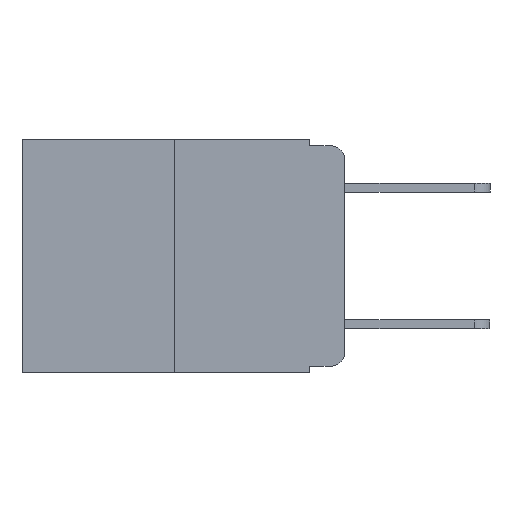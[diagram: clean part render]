
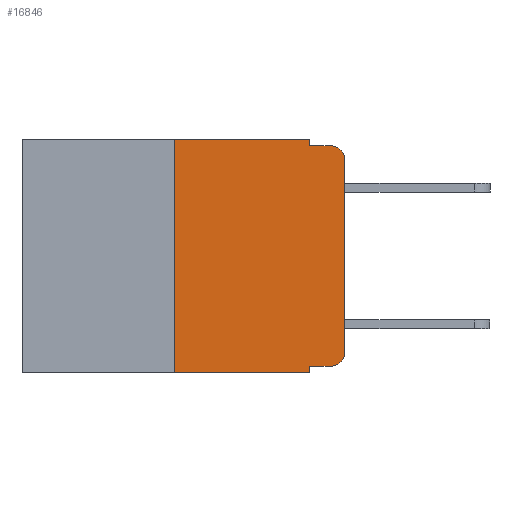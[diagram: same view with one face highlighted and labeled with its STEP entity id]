
A CAD part, left-side view. The second image highlights one B-rep face of the part: STEP entity #16846.
In plain terms, the highlighted planar face has unit normal (-1, 0, 0).
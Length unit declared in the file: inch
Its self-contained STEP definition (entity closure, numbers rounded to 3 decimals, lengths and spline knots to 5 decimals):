
#687 = ORIENTED_EDGE ( 'NONE', *, *, #18624, .F. ) ;
#821 = CARTESIAN_POINT ( 'NONE',  ( 0., 0.051, 0. ) ) ;
#869 = EDGE_CURVE ( 'NONE', #1431, #20199, #885, .T. ) ;
#885 = CIRCLE ( 'NONE', #25942, 0.02 ) ;
#1426 = AXIS2_PLACEMENT_3D ( 'NONE', #20012, #7525, #22083 ) ;
#1431 = VERTEX_POINT ( 'NONE', #10877 ) ;
#2058 = DIRECTION ( 'NONE',  ( 0., 0., -1. ) ) ;
#2705 = EDGE_CURVE ( 'NONE', #20199, #24240, #25710, .T. ) ;
#3374 = ORIENTED_EDGE ( 'NONE', *, *, #16513, .T. ) ;
#3764 = CARTESIAN_POINT ( 'NONE',  ( 0., 0.473, -0.343 ) ) ;
#3834 = CARTESIAN_POINT ( 'NONE',  ( 0., 0.051, 0. ) ) ;
#4225 = CIRCLE ( 'NONE', #1426, 0.02 ) ;
#4432 = LINE ( 'NONE', #11712, #10056 ) ;
#4493 = VERTEX_POINT ( 'NONE', #10879 ) ;
#4676 = EDGE_CURVE ( 'NONE', #22140, #23041, #23105, .T. ) ;
#5054 = ORIENTED_EDGE ( 'NONE', *, *, #13364, .T. ) ;
#5090 = ORIENTED_EDGE ( 'NONE', *, *, #14589, .F. ) ;
#5342 = LINE ( 'NONE', #25241, #22615 ) ;
#5893 = VECTOR ( 'NONE', #21869, 39.37008 ) ;
#6430 = CARTESIAN_POINT ( 'NONE',  ( 0., 0.051, -0.333 ) ) ;
#6529 = VECTOR ( 'NONE', #17750, 39.37008 ) ;
#6592 = VERTEX_POINT ( 'NONE', #17470 ) ;
#7303 = CARTESIAN_POINT ( 'NONE',  ( 0., 0.051, -0.333 ) ) ;
#7392 = ORIENTED_EDGE ( 'NONE', *, *, #869, .T. ) ;
#7448 = CARTESIAN_POINT ( 'NONE',  ( 0., 0., -0.03 ) ) ;
#7525 = DIRECTION ( 'NONE',  ( -1., 0., 0. ) ) ;
#7706 = ORIENTED_EDGE ( 'NONE', *, *, #4676, .F. ) ;
#7996 = DIRECTION ( 'NONE',  ( 0., 0., 1. ) ) ;
#8009 = ORIENTED_EDGE ( 'NONE', *, *, #8928, .F. ) ;
#8047 = ORIENTED_EDGE ( 'NONE', *, *, #20107, .F. ) ;
#8381 = PLANE ( 'NONE',  #18058 ) ;
#8928 = EDGE_CURVE ( 'NONE', #4493, #10498, #24220, .T. ) ;
#9111 = CARTESIAN_POINT ( 'NONE',  ( 0., 0.051, -0.01 ) ) ;
#10056 = VECTOR ( 'NONE', #26064, 39.37008 ) ;
#10498 = VERTEX_POINT ( 'NONE', #18584 ) ;
#10853 = DIRECTION ( 'NONE',  ( 0., -1., 0. ) ) ;
#10877 = CARTESIAN_POINT ( 'NONE',  ( 0., 0.02, -0.333 ) ) ;
#10879 = CARTESIAN_POINT ( 'NONE',  ( 0., 0.25, -0.343 ) ) ;
#11346 = CARTESIAN_POINT ( 'NONE',  ( 0., 0.25, 0. ) ) ;
#11712 = CARTESIAN_POINT ( 'NONE',  ( 0., 0.473, 0. ) ) ;
#13364 = EDGE_CURVE ( 'NONE', #4493, #23041, #13755, .T. ) ;
#13755 = LINE ( 'NONE', #3764, #17359 ) ;
#14326 = VERTEX_POINT ( 'NONE', #9111 ) ;
#14589 = EDGE_CURVE ( 'NONE', #23769, #14326, #14904, .T. ) ;
#14743 = CARTESIAN_POINT ( 'NONE',  ( 0., 0.02, -0.313 ) ) ;
#14765 = DIRECTION ( 'NONE',  ( 1., 0., 0. ) ) ;
#14904 = LINE ( 'NONE', #24285, #25100 ) ;
#15221 = DIRECTION ( 'NONE',  ( 0., 0., -1. ) ) ;
#15277 = DIRECTION ( 'NONE',  ( -1., 0., 0. ) ) ;
#16513 = EDGE_CURVE ( 'NONE', #22140, #1431, #23120, .T. ) ;
#16619 = ORIENTED_EDGE ( 'NONE', *, *, #26857, .T. ) ;
#16846 = ADVANCED_FACE ( 'NONE', ( #19606 ), #8381, .F. ) ;
#17359 = VECTOR ( 'NONE', #18474, 39.37008 ) ;
#17470 = CARTESIAN_POINT ( 'NONE',  ( 0., 0.02, -0.01 ) ) ;
#17750 = DIRECTION ( 'NONE',  ( 0., 0., -1. ) ) ;
#18058 = AXIS2_PLACEMENT_3D ( 'NONE', #26922, #14765, #2058 ) ;
#18474 = DIRECTION ( 'NONE',  ( 0., -1., 0. ) ) ;
#18584 = CARTESIAN_POINT ( 'NONE',  ( 0., 0.25, 0. ) ) ;
#18624 = EDGE_CURVE ( 'NONE', #10498, #23769, #4432, .T. ) ;
#18818 = VECTOR ( 'NONE', #23795, 39.37008 ) ;
#19606 = FACE_OUTER_BOUND ( 'NONE', #26084, .T. ) ;
#20012 = CARTESIAN_POINT ( 'NONE',  ( 0., 0.02, -0.03 ) ) ;
#20107 = EDGE_CURVE ( 'NONE', #14326, #6592, #5342, .T. ) ;
#20199 = VERTEX_POINT ( 'NONE', #21575 ) ;
#20205 = DIRECTION ( 'NONE',  ( 0., 0., -1. ) ) ;
#21014 = VECTOR ( 'NONE', #7996, 39.37008 ) ;
#21575 = CARTESIAN_POINT ( 'NONE',  ( 0., 0., -0.313 ) ) ;
#21798 = CARTESIAN_POINT ( 'NONE',  ( 0., 0.051, -0.343 ) ) ;
#21869 = DIRECTION ( 'NONE',  ( 0., -1., 0. ) ) ;
#22083 = DIRECTION ( 'NONE',  ( 0., 0., -1. ) ) ;
#22140 = VERTEX_POINT ( 'NONE', #6430 ) ;
#22509 = CARTESIAN_POINT ( 'NONE',  ( 0., 0., 0. ) ) ;
#22615 = VECTOR ( 'NONE', #10853, 39.37008 ) ;
#23041 = VERTEX_POINT ( 'NONE', #21798 ) ;
#23105 = LINE ( 'NONE', #821, #6529 ) ;
#23120 = LINE ( 'NONE', #7303, #5893 ) ;
#23769 = VERTEX_POINT ( 'NONE', #3834 ) ;
#23795 = DIRECTION ( 'NONE',  ( 0., 0., 1. ) ) ;
#24220 = LINE ( 'NONE', #11346, #18818 ) ;
#24240 = VERTEX_POINT ( 'NONE', #7448 ) ;
#24285 = CARTESIAN_POINT ( 'NONE',  ( 0., 0.051, 0. ) ) ;
#25100 = VECTOR ( 'NONE', #20205, 39.37008 ) ;
#25241 = CARTESIAN_POINT ( 'NONE',  ( 0., 0.051, -0.01 ) ) ;
#25710 = LINE ( 'NONE', #22509, #21014 ) ;
#25942 = AXIS2_PLACEMENT_3D ( 'NONE', #14743, #15277, #15221 ) ;
#26064 = DIRECTION ( 'NONE',  ( 0., -1., 0. ) ) ;
#26084 = EDGE_LOOP ( 'NONE', ( #26101, #16619, #8047, #5090, #687, #8009, #5054, #7706, #3374, #7392 ) ) ;
#26101 = ORIENTED_EDGE ( 'NONE', *, *, #2705, .T. ) ;
#26857 = EDGE_CURVE ( 'NONE', #24240, #6592, #4225, .T. ) ;
#26922 = CARTESIAN_POINT ( 'NONE',  ( 0., 0.473, 0. ) ) ;
